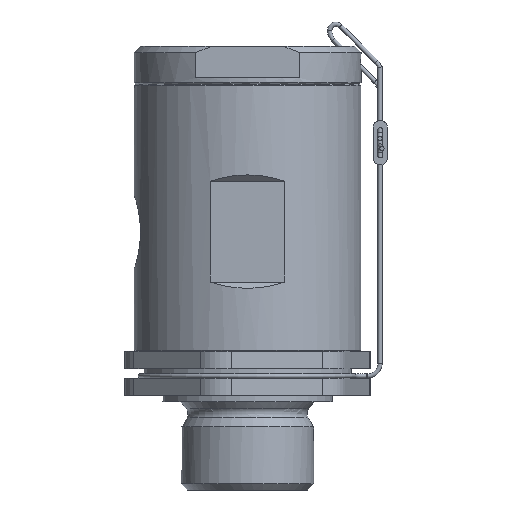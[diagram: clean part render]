
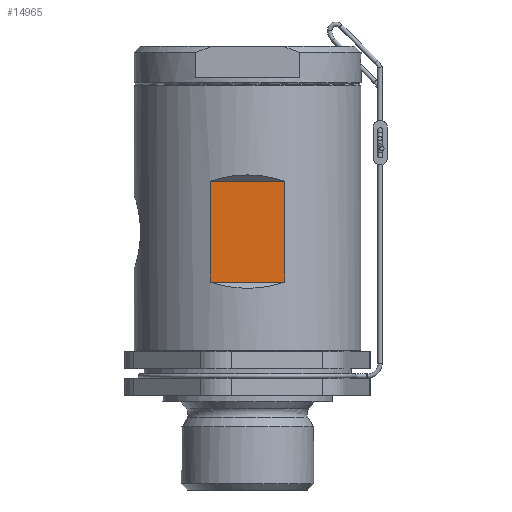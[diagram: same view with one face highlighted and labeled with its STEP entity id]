
A CAD part, left-side view. The second image highlights one B-rep face of the part: STEP entity #14965.
In plain terms, the highlighted planar face has unit normal (-1, 0, 0).
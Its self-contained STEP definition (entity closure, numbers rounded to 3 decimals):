
#14827=CARTESIAN_POINT('',(-17.,5.916,-9.48));
#14828=VERTEX_POINT('',#14827);
#14829=CARTESIAN_POINT('',(-17.,-5.916,-9.48));
#14830=VERTEX_POINT('',#14829);
#14831=CARTESIAN_POINT('',(-17.,5.916,-9.48));
#14832=DIRECTION('',(-0.,-1.,0.));
#14833=VECTOR('',#14832,11.832);
#14834=LINE('',#14831,#14833);
#14835=EDGE_CURVE('NONE',#14828,#14830,#14834,.T.);
#14902=CARTESIAN_POINT('',(-17.,5.916,6.52));
#14903=VERTEX_POINT('',#14902);
#14904=CARTESIAN_POINT('',(-17.,-5.916,6.52));
#14905=VERTEX_POINT('',#14904);
#14913=CARTESIAN_POINT('',(-17.,-5.916,6.52));
#14914=DIRECTION('',(0.,1.,-0.));
#14915=VECTOR('',#14914,11.832);
#14916=LINE('',#14913,#14915);
#14917=EDGE_CURVE('NONE',#14905,#14903,#14916,.T.);
#14944=CARTESIAN_POINT('',(-17.,25.456,7.52));
#14945=DIRECTION('',(1.,-0.,0.));
#14946=DIRECTION('',(0.,1.,-0.));
#14947=AXIS2_PLACEMENT_3D('',#14944,#14945,#14946);
#14948=PLANE('',#14947);
#14949=CARTESIAN_POINT('',(-17.,-5.916,-9.48));
#14950=DIRECTION('',(-0.,0.,1.));
#14951=VECTOR('',#14950,16.);
#14952=LINE('',#14949,#14951);
#14953=EDGE_CURVE('NONE',#14830,#14905,#14952,.T.);
#14954=ORIENTED_EDGE('',*,*,#14953,.T.);
#14955=ORIENTED_EDGE('',*,*,#14917,.T.);
#14956=CARTESIAN_POINT('',(-17.,5.916,6.52));
#14957=DIRECTION('',(0.,-0.,-1.));
#14958=VECTOR('',#14957,16.);
#14959=LINE('',#14956,#14958);
#14960=EDGE_CURVE('NONE',#14903,#14828,#14959,.T.);
#14961=ORIENTED_EDGE('',*,*,#14960,.T.);
#14962=ORIENTED_EDGE('',*,*,#14835,.T.);
#14963=EDGE_LOOP('',(#14954,#14955,#14961,#14962));
#14964=FACE_BOUND('',#14963,.T.);
#14965=ADVANCED_FACE('NONE',(#14964),#14948,.F.);
